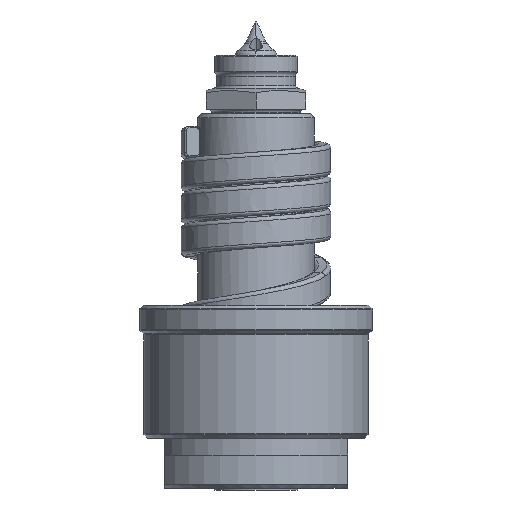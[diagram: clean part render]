
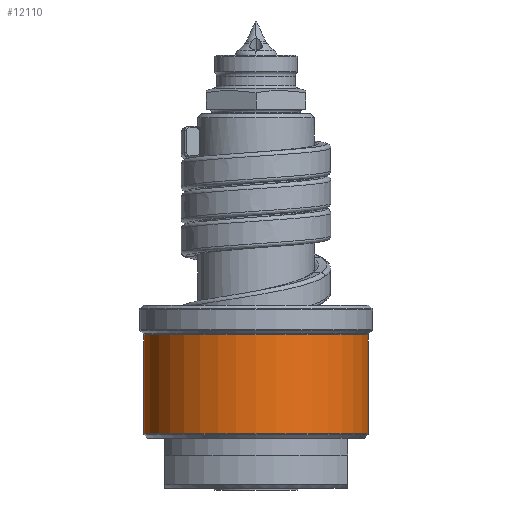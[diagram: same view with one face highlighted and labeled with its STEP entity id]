
A CAD part, front view. The second image highlights one B-rep face of the part: STEP entity #12110.
In plain terms, the highlighted cylindrical face has radius 13.5 mm (diameter 27 mm), a partial arc.
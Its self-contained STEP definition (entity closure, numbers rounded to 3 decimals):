
#3841=CARTESIAN_POINT('',(0.,0.,6.582));
#3842=DIRECTION('',(0.,0.,1.));
#3843=DIRECTION('',(-1.,0.,0.));
#3844=AXIS2_PLACEMENT_3D('',#3841,#3842,#3843);
#3846=DIRECTION('',(0.,0.,-1.));
#3847=VECTOR('',#3846,11.835);
#3848=CARTESIAN_POINT('',(-13.5,0.,18.417));
#3849=LINE('',#3848,#3847);
#3850=CARTESIAN_POINT('',(0.,0.,18.417));
#3851=DIRECTION('',(0.,0.,1.));
#3852=DIRECTION('',(-1.,0.,0.));
#3853=AXIS2_PLACEMENT_3D('',#3850,#3851,#3852);
#3855=DIRECTION('',(0.,0.,-1.));
#3856=VECTOR('',#3855,11.835);
#3857=CARTESIAN_POINT('',(13.5,0.,18.417));
#3858=LINE('',#3857,#3856);
#5698=CARTESIAN_POINT('',(13.5,0.,18.417));
#5699=CARTESIAN_POINT('',(-13.5,0.,18.417));
#5700=VERTEX_POINT('',#5698);
#5701=VERTEX_POINT('',#5699);
#5724=CARTESIAN_POINT('',(13.5,0.,6.582));
#5725=VERTEX_POINT('',#5724);
#5726=CARTESIAN_POINT('',(-13.5,0.,6.582));
#5727=VERTEX_POINT('',#5726);
#12098=CARTESIAN_POINT('',(0.,0.,5.2));
#12099=DIRECTION('',(0.,0.,1.));
#12100=DIRECTION('',(-1.,0.,0.));
#12101=AXIS2_PLACEMENT_3D('',#12098,#12099,#12100);
#12102=CYLINDRICAL_SURFACE('',#12101,13.5);
#12103=ORIENTED_EDGE('',*,*,#12055,.F.);
#12104=ORIENTED_EDGE('',*,*,#12089,.F.);
#12106=ORIENTED_EDGE('',*,*,#12105,.T.);
#12107=ORIENTED_EDGE('',*,*,#12085,.T.);
#12108=EDGE_LOOP('',(#12103,#12104,#12106,#12107));
#12109=FACE_OUTER_BOUND('',#12108,.F.);
#3845=CIRCLE('',#3844,13.5);
#3854=CIRCLE('',#3853,13.5);
#12055=EDGE_CURVE('',#5727,#5725,#3845,.T.);
#12085=EDGE_CURVE('',#5700,#5725,#3858,.T.);
#12089=EDGE_CURVE('',#5701,#5727,#3849,.T.);
#12105=EDGE_CURVE('',#5701,#5700,#3854,.T.);
#12110=ADVANCED_FACE('',(#12109),#12102,.T.);
